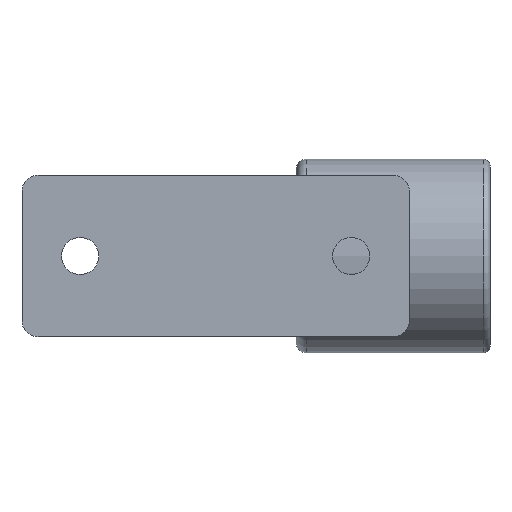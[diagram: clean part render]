
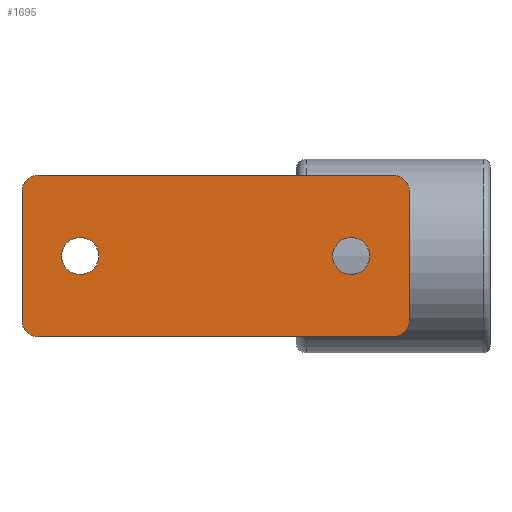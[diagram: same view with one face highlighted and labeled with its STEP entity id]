
A CAD part, front view. The second image highlights one B-rep face of the part: STEP entity #1695.
In plain terms, the highlighted planar face has unit normal (0, -1, 0).
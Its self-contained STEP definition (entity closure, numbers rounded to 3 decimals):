
#18 = EDGE_CURVE ( 'NONE', #4993, #133, #6621, .T. ) ;
#24 = VECTOR ( 'NONE', #1778, 1000. ) ;
#35 = CARTESIAN_POINT ( 'NONE',  ( 42., 0., 5.75 ) ) ;
#88 = VERTEX_POINT ( 'NONE', #3745 ) ;
#133 = VERTEX_POINT ( 'NONE', #2258 ) ;
#269 = CARTESIAN_POINT ( 'NONE',  ( -42., 0., -5.75 ) ) ;
#355 = CIRCLE ( 'NONE', #4466, 5. ) ;
#662 = DIRECTION ( 'NONE',  ( 0., 0., -1. ) ) ;
#677 = DIRECTION ( 'NONE',  ( 0., 0., -1. ) ) ;
#719 = DIRECTION ( 'NONE',  ( 0., -1., 0. ) ) ;
#760 = FACE_OUTER_BOUND ( 'NONE', #3858, .T. ) ;
#795 = DIRECTION ( 'NONE',  ( 0., 1., 0. ) ) ;
#872 = VERTEX_POINT ( 'NONE', #4920 ) ;
#961 = VERTEX_POINT ( 'NONE', #269 ) ;
#981 = CIRCLE ( 'NONE', #3883, 5.75 ) ;
#1057 = DIRECTION ( 'NONE',  ( 0., -1., 0. ) ) ;
#1067 = EDGE_CURVE ( 'NONE', #6448, #961, #5089, .T. ) ;
#1072 = ORIENTED_EDGE ( 'NONE', *, *, #2079, .T. ) ;
#1363 = AXIS2_PLACEMENT_3D ( 'NONE', #4216, #719, #4808 ) ;
#1369 = VERTEX_POINT ( 'NONE', #5221 ) ;
#1447 = CARTESIAN_POINT ( 'NONE',  ( -55., 0., -25. ) ) ;
#1522 = DIRECTION ( 'NONE',  ( 0., 0., -1. ) ) ;
#1552 = ORIENTED_EDGE ( 'NONE', *, *, #5706, .F. ) ;
#1651 = CARTESIAN_POINT ( 'NONE',  ( 42., 0., 0. ) ) ;
#1672 = LINE ( 'NONE', #6417, #4931 ) ;
#1695 = ADVANCED_FACE ( 'NONE', ( #4755, #4836, #760 ), #3235, .T. ) ;
#1698 = ORIENTED_EDGE ( 'NONE', *, *, #5880, .T. ) ;
#1741 = EDGE_CURVE ( 'NONE', #5897, #88, #3415, .T. ) ;
#1778 = DIRECTION ( 'NONE',  ( 1., 0., 0. ) ) ;
#1873 = DIRECTION ( 'NONE',  ( 0., 0., 1. ) ) ;
#1945 = VERTEX_POINT ( 'NONE', #5606 ) ;
#1977 = EDGE_CURVE ( 'NONE', #1369, #88, #5314, .T. ) ;
#1997 = DIRECTION ( 'NONE',  ( 0., 0., -1. ) ) ;
#2010 = ORIENTED_EDGE ( 'NONE', *, *, #5178, .T. ) ;
#2079 = EDGE_CURVE ( 'NONE', #4671, #6124, #981, .T. ) ;
#2154 = DIRECTION ( 'NONE',  ( 0., 1., 0. ) ) ;
#2258 = CARTESIAN_POINT ( 'NONE',  ( 60., 0., -20. ) ) ;
#2270 = DIRECTION ( 'NONE',  ( 0., 0., -1. ) ) ;
#2316 = CARTESIAN_POINT ( 'NONE',  ( 42., 0., 0. ) ) ;
#2341 = CARTESIAN_POINT ( 'NONE',  ( -60., 0., 25. ) ) ;
#2453 = EDGE_CURVE ( 'NONE', #4993, #872, #355, .T. ) ;
#2484 = CARTESIAN_POINT ( 'NONE',  ( -42., 0., 0. ) ) ;
#2508 = EDGE_CURVE ( 'NONE', #1945, #133, #5237, .T. ) ;
#2516 = CIRCLE ( 'NONE', #5553, 5. ) ;
#2537 = ORIENTED_EDGE ( 'NONE', *, *, #1067, .T. ) ;
#2550 = DIRECTION ( 'NONE',  ( 0., 0., -1. ) ) ;
#2627 = ORIENTED_EDGE ( 'NONE', *, *, #1977, .T. ) ;
#2653 = AXIS2_PLACEMENT_3D ( 'NONE', #2316, #5419, #2270 ) ;
#3001 = LINE ( 'NONE', #4239, #24 ) ;
#3028 = DIRECTION ( 'NONE',  ( 0., 1., 0. ) ) ;
#3030 = CARTESIAN_POINT ( 'NONE',  ( 55., 0., 20. ) ) ;
#3098 = CARTESIAN_POINT ( 'NONE',  ( 60., 0., 25. ) ) ;
#3141 = ORIENTED_EDGE ( 'NONE', *, *, #2453, .T. ) ;
#3235 = PLANE ( 'NONE',  #1363 ) ;
#3347 = ORIENTED_EDGE ( 'NONE', *, *, #5469, .F. ) ;
#3354 = CARTESIAN_POINT ( 'NONE',  ( 42., 0., -5.75 ) ) ;
#3360 = DIRECTION ( 'NONE',  ( 0., 0., 1. ) ) ;
#3415 = LINE ( 'NONE', #2341, #6226 ) ;
#3466 = CARTESIAN_POINT ( 'NONE',  ( 55., 0., -20. ) ) ;
#3480 = AXIS2_PLACEMENT_3D ( 'NONE', #3466, #3531, #1997 ) ;
#3523 = CARTESIAN_POINT ( 'NONE',  ( 60., 0., 20. ) ) ;
#3524 = CIRCLE ( 'NONE', #2653, 5.75 ) ;
#3531 = DIRECTION ( 'NONE',  ( 0., -1., 0. ) ) ;
#3542 = AXIS2_PLACEMENT_3D ( 'NONE', #4052, #1057, #2550 ) ;
#3745 = CARTESIAN_POINT ( 'NONE',  ( -60., 0., 20. ) ) ;
#3808 = EDGE_LOOP ( 'NONE', ( #1072, #6284 ) ) ;
#3858 = EDGE_LOOP ( 'NONE', ( #6405, #2010, #1552, #3971, #4714, #3141, #3347, #2627 ) ) ;
#3883 = AXIS2_PLACEMENT_3D ( 'NONE', #1651, #2154, #662 ) ;
#3971 = ORIENTED_EDGE ( 'NONE', *, *, #2508, .T. ) ;
#3998 = AXIS2_PLACEMENT_3D ( 'NONE', #4986, #795, #3360 ) ;
#4040 = DIRECTION ( 'NONE',  ( 0., -1., 0. ) ) ;
#4052 = CARTESIAN_POINT ( 'NONE',  ( -55., 0., 20. ) ) ;
#4216 = CARTESIAN_POINT ( 'NONE',  ( -60., 0., -25. ) ) ;
#4227 = CIRCLE ( 'NONE', #6230, 5.75 ) ;
#4239 = CARTESIAN_POINT ( 'NONE',  ( -60., 0., 25. ) ) ;
#4248 = VECTOR ( 'NONE', #6672, 1000. ) ;
#4466 = AXIS2_PLACEMENT_3D ( 'NONE', #3030, #4040, #1522 ) ;
#4527 = CARTESIAN_POINT ( 'NONE',  ( -60., 0., -20. ) ) ;
#4671 = VERTEX_POINT ( 'NONE', #35 ) ;
#4714 = ORIENTED_EDGE ( 'NONE', *, *, #18, .F. ) ;
#4755 = FACE_BOUND ( 'NONE', #3808, .T. ) ;
#4779 = DIRECTION ( 'NONE',  ( 0., -1., 0. ) ) ;
#4808 = DIRECTION ( 'NONE',  ( 0., 0., -1. ) ) ;
#4836 = FACE_BOUND ( 'NONE', #6208, .T. ) ;
#4853 = DIRECTION ( 'NONE',  ( 0., 0., 1. ) ) ;
#4920 = CARTESIAN_POINT ( 'NONE',  ( 55., 0., 25. ) ) ;
#4931 = VECTOR ( 'NONE', #5366, 1000. ) ;
#4986 = CARTESIAN_POINT ( 'NONE',  ( -42., 0., 0. ) ) ;
#4993 = VERTEX_POINT ( 'NONE', #3523 ) ;
#5089 = CIRCLE ( 'NONE', #3998, 5.75 ) ;
#5178 = EDGE_CURVE ( 'NONE', #5897, #5647, #2516, .T. ) ;
#5221 = CARTESIAN_POINT ( 'NONE',  ( -55., 0., 25. ) ) ;
#5237 = CIRCLE ( 'NONE', #3480, 5. ) ;
#5289 = CARTESIAN_POINT ( 'NONE',  ( -55., 0., -20. ) ) ;
#5314 = CIRCLE ( 'NONE', #3542, 5. ) ;
#5366 = DIRECTION ( 'NONE',  ( -1., 0., 0. ) ) ;
#5419 = DIRECTION ( 'NONE',  ( 0., 1., 0. ) ) ;
#5469 = EDGE_CURVE ( 'NONE', #1369, #872, #3001, .T. ) ;
#5553 = AXIS2_PLACEMENT_3D ( 'NONE', #5289, #4779, #677 ) ;
#5606 = CARTESIAN_POINT ( 'NONE',  ( 55., 0., -25. ) ) ;
#5647 = VERTEX_POINT ( 'NONE', #1447 ) ;
#5706 = EDGE_CURVE ( 'NONE', #1945, #5647, #1672, .T. ) ;
#5880 = EDGE_CURVE ( 'NONE', #961, #6448, #4227, .T. ) ;
#5897 = VERTEX_POINT ( 'NONE', #4527 ) ;
#6124 = VERTEX_POINT ( 'NONE', #3354 ) ;
#6177 = EDGE_CURVE ( 'NONE', #6124, #4671, #3524, .T. ) ;
#6208 = EDGE_LOOP ( 'NONE', ( #2537, #1698 ) ) ;
#6226 = VECTOR ( 'NONE', #4853, 1000. ) ;
#6230 = AXIS2_PLACEMENT_3D ( 'NONE', #2484, #3028, #1873 ) ;
#6284 = ORIENTED_EDGE ( 'NONE', *, *, #6177, .T. ) ;
#6405 = ORIENTED_EDGE ( 'NONE', *, *, #1741, .F. ) ;
#6417 = CARTESIAN_POINT ( 'NONE',  ( -60., 0., -25. ) ) ;
#6448 = VERTEX_POINT ( 'NONE', #6552 ) ;
#6552 = CARTESIAN_POINT ( 'NONE',  ( -42., 0., 5.75 ) ) ;
#6621 = LINE ( 'NONE', #3098, #4248 ) ;
#6672 = DIRECTION ( 'NONE',  ( 0., 0., -1. ) ) ;
